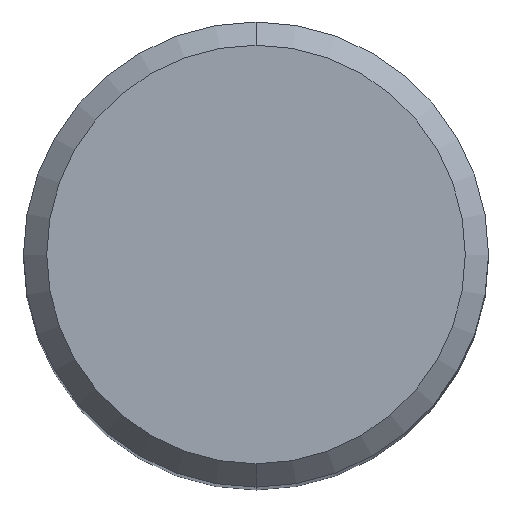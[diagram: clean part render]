
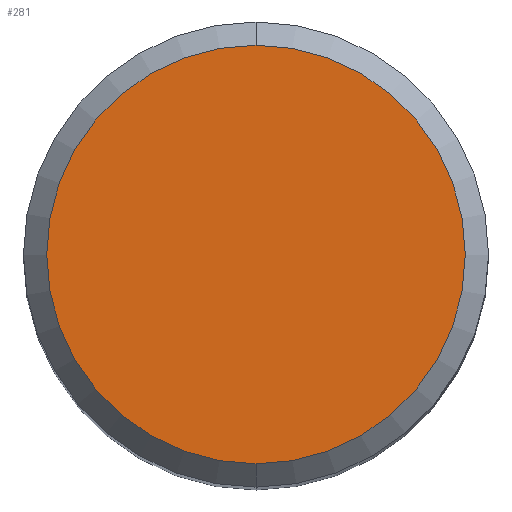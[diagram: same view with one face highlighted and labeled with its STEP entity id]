
A CAD part, top view. The second image highlights one B-rep face of the part: STEP entity #281.
In plain terms, the highlighted planar face has unit normal (0, 0, 1).
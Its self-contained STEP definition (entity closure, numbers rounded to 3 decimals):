
#177=VERTEX_POINT('',#468);
#233=EDGE_CURVE('',#375,#177,#534,.T.);
#243=EDGE_CURVE('',#177,#375,#545,.T.);
#281=ADVANCED_FACE('',(#588),#589,.T.);
#375=VERTEX_POINT('',#692);
#468=CARTESIAN_POINT('',(0.0,5.4,0.0));
#534=CIRCLE('',#908,5.4);
#545=CIRCLE('',#924,5.4);
#588=FACE_OUTER_BOUND('',#1003,.T.);
#589=PLANE('',#1004);
#692=CARTESIAN_POINT('',(0.,-5.4,0.0));
#908=AXIS2_PLACEMENT_3D('',#1548,#1549,#1550);
#924=AXIS2_PLACEMENT_3D('',#1561,#1562,#1563);
#1003=EDGE_LOOP('',(#1626,#1627));
#1004=AXIS2_PLACEMENT_3D('',#1628,#1629,#1630);
#1548=CARTESIAN_POINT('',(0.0,0.0,0.0));
#1549=DIRECTION('',(0.0,0.0,-1.0));
#1550=DIRECTION('',(0.0,1.0,0.0));
#1561=CARTESIAN_POINT('',(0.0,0.0,0.0));
#1562=DIRECTION('',(0.0,0.0,-1.0));
#1563=DIRECTION('',(0.0,1.0,0.0));
#1626=ORIENTED_EDGE('',*,*,#243,.F.);
#1627=ORIENTED_EDGE('',*,*,#233,.F.);
#1628=CARTESIAN_POINT('',(0.0,2.7,0.0));
#1629=DIRECTION('',(-0.0,0.0,1.0));
#1630=DIRECTION('',(0.0,-1.0,0.0));
